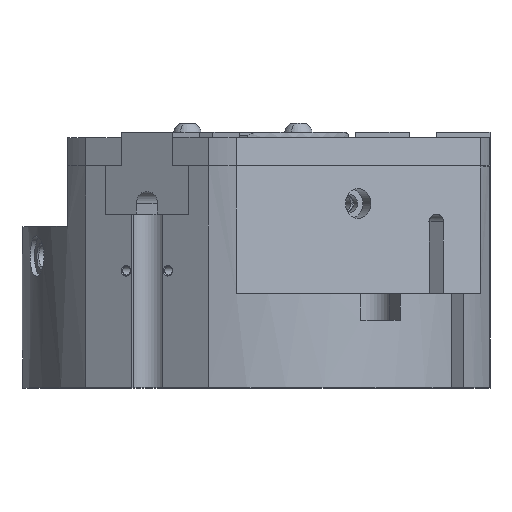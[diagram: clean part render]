
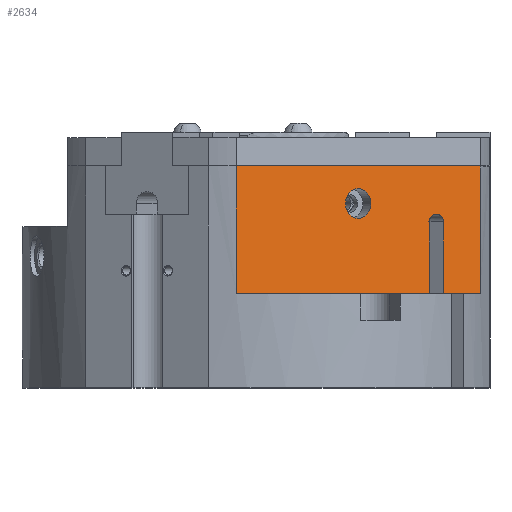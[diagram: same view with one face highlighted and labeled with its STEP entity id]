
A CAD part, top view. The second image highlights one B-rep face of the part: STEP entity #2634.
In plain terms, the highlighted planar face has unit normal (0.5, 0, 0.866).
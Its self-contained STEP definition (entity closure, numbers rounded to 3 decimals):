
#2526 = EDGE_CURVE( '', #5304, #2784, #7242, .T. );
#2634 = ADVANCED_FACE( '', ( #7361, #7362 ), #7363, .F. );
#2752 = VERTEX_POINT( '', #7494 );
#2784 = VERTEX_POINT( '', #7529 );
#3100 = VERTEX_POINT( '', #7877 );
#3264 = VERTEX_POINT( '', #8053 );
#3400 = EDGE_CURVE( '', #3100, #5772, #8203, .T. );
#3660 = EDGE_CURVE( '', #3264, #3100, #8498, .T. );
#4034 = EDGE_CURVE( '', #3264, #5162, #8923, .T. );
#4346 = EDGE_CURVE( '', #6934, #6084, #9276, .T. );
#4384 = VERTEX_POINT( '', #9317 );
#4856 = EDGE_CURVE( '', #5772, #2752, #9841, .T. );
#5056 = EDGE_CURVE( '', #6084, #6934, #10061, .T. );
#5162 = VERTEX_POINT( '', #10172 );
#5172 = EDGE_CURVE( '', #5304, #4384, #10182, .T. );
#5304 = VERTEX_POINT( '', #10328 );
#5772 = VERTEX_POINT( '', #10835 );
#5840 = EDGE_CURVE( '', #4384, #2752, #10909, .T. );
#6084 = VERTEX_POINT( '', #11178 );
#6696 = EDGE_CURVE( '', #5162, #2784, #11877, .T. );
#6934 = VERTEX_POINT( '', #12133 );
#7242 = LINE( '', #12516, #12517 );
#7361 = FACE_OUTER_BOUND( '', #12712, .T. );
#7362 = FACE_BOUND( '', #12713, .T. );
#7363 = PLANE( '', #12714 );
#7494 = CARTESIAN_POINT( '', ( 67.704, 35., 44.05 ) );
#7529 = CARTESIAN_POINT( '', ( -9.307, 82.49, 88.512 ) );
#7877 = CARTESIAN_POINT( '', ( 62.448, 61.75, 47.084 ) );
#8053 = CARTESIAN_POINT( '', ( 62.448, 35., 47.084 ) );
#8203 = ELLIPSE( '', #13902, 3.034, 2.75 );
#8498 = LINE( '', #14350, #14351 );
#8923 = LINE( '', #14918, #14919 );
#9276 = CIRCLE( '', #15441, 5.5 );
#9317 = CARTESIAN_POINT( '', ( 81.307, 35., 36.196 ) );
#9841 = LINE( '', #16292, #16293 );
#10061 = CIRCLE( '', #16578, 5.5 );
#10172 = CARTESIAN_POINT( '', ( -9.307, 35., 88.512 ) );
#10182 = LINE( '', #16801, #16802 );
#10328 = CARTESIAN_POINT( '', ( 81.307, 82.49, 36.196 ) );
#10835 = CARTESIAN_POINT( '', ( 67.704, 61.75, 44.05 ) );
#10909 = LINE( '', #17827, #17828 );
#11178 = CARTESIAN_POINT( '', ( 36., 74., 62.354 ) );
#11877 = LINE( '', #19330, #19331 );
#12133 = CARTESIAN_POINT( '', ( 36., 63., 62.354 ) );
#12516 = CARTESIAN_POINT( '', ( 90., 82.49, 31.177 ) );
#12517 = VECTOR( '', #20134, 1. );
#12712 = EDGE_LOOP( '', ( #20264, #20265, #20266, #20267, #20268, #20269, #20270, #20271 ) );
#12713 = EDGE_LOOP( '', ( #20272, #20273 ) );
#12714 = AXIS2_PLACEMENT_3D( '', #20274, #20275, #20276 );
#13902 = AXIS2_PLACEMENT_3D( '', #21168, #21169, #21170 );
#14350 = CARTESIAN_POINT( '', ( 62.448, 46.5, 47.084 ) );
#14351 = VECTOR( '', #21548, 1. );
#14918 = CARTESIAN_POINT( '', ( -10.765, 35., 89.354 ) );
#14919 = VECTOR( '', #22056, 1. );
#15441 = AXIS2_PLACEMENT_3D( '', #22496, #22497, #22498 );
#16292 = CARTESIAN_POINT( '', ( 67.704, 77.375, 44.05 ) );
#16293 = VECTOR( '', #23174, 1. );
#16578 = AXIS2_PLACEMENT_3D( '', #23415, #23416, #23417 );
#16801 = CARTESIAN_POINT( '', ( 81.307, 64., 36.196 ) );
#16802 = VECTOR( '', #23529, 1. );
#17827 = CARTESIAN_POINT( '', ( -10.765, 35., 89.354 ) );
#17828 = VECTOR( '', #24324, 1. );
#19330 = CARTESIAN_POINT( '', ( -9.307, 64., 88.512 ) );
#19331 = VECTOR( '', #25480, 1. );
#20134 = DIRECTION( '', ( -0.866, 0., 0.5 ) );
#20264 = ORIENTED_EDGE( '', *, *, #4856, .T. );
#20265 = ORIENTED_EDGE( '', *, *, #5840, .F. );
#20266 = ORIENTED_EDGE( '', *, *, #5172, .F. );
#20267 = ORIENTED_EDGE( '', *, *, #2526, .T. );
#20268 = ORIENTED_EDGE( '', *, *, #6696, .F. );
#20269 = ORIENTED_EDGE( '', *, *, #4034, .F. );
#20270 = ORIENTED_EDGE( '', *, *, #3660, .T. );
#20271 = ORIENTED_EDGE( '', *, *, #3400, .T. );
#20272 = ORIENTED_EDGE( '', *, *, #5056, .T. );
#20273 = ORIENTED_EDGE( '', *, *, #4346, .T. );
#20274 = CARTESIAN_POINT( '', ( 144., 93., 0. ) );
#20275 = DIRECTION( '', ( -0.5, 0., -0.866 ) );
#20276 = DIRECTION( '', ( 0.866, 0., -0.5 ) );
#21168 = CARTESIAN_POINT( '', ( 65.076, 61.75, 45.567 ) );
#21169 = DIRECTION( '', ( -0.5, 0., -0.866 ) );
#21170 = DIRECTION( '', ( 0.866, 0., -0.5 ) );
#21548 = DIRECTION( '', ( 0., 1., 0. ) );
#22056 = DIRECTION( '', ( -0.866, 0., 0.5 ) );
#22496 = CARTESIAN_POINT( '', ( 36., 68.5, 62.354 ) );
#22497 = DIRECTION( '', ( -0.5, 0., -0.866 ) );
#22498 = DIRECTION( '', ( 0., 1., 0. ) );
#23174 = DIRECTION( '', ( 0., -1., 0. ) );
#23415 = CARTESIAN_POINT( '', ( 36., 68.5, 62.354 ) );
#23416 = DIRECTION( '', ( -0.5, 0., -0.866 ) );
#23417 = DIRECTION( '', ( 0., 1., 0. ) );
#23529 = DIRECTION( '', ( 0., -1., 0. ) );
#24324 = DIRECTION( '', ( -0.866, 0., 0.5 ) );
#25480 = DIRECTION( '', ( 0., 1., 0. ) );
